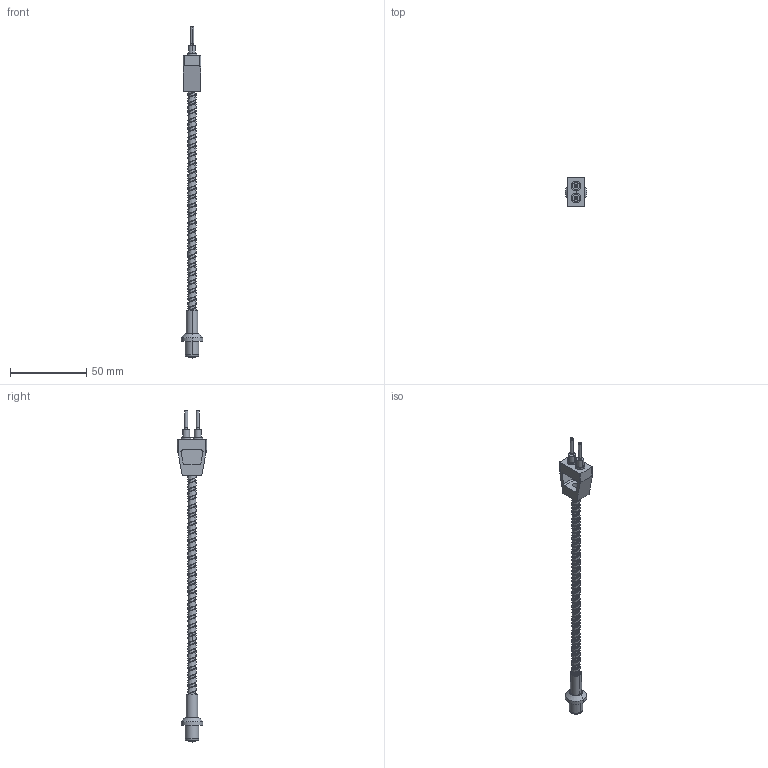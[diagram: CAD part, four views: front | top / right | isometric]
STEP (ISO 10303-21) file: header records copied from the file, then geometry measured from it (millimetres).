
FILE_DESCRIPTION((''),'2;1');
FILE_NAME('194000_ASM','2016-03-23T',('PDMAdmin'),(''),'PRO/ENGINEER BY PARAMETRIC TECHNOLOGY CORPORATION, 2013230','PRO/ENGINEER BY PARAMETRIC TECHNOLOGY CORPORATION, 2013230','');
FILE_SCHEMA(('CONFIG_CONTROL_DESIGN'));
Products named in the file (12): 30477; 40197; 120564; 38734; 58133_AF0; 59518_AF0; 61180_ASM; 120563; FIBER_CORE_9X_-25_010_1X_-5_020; 39365; 17070_ASM; 194000_ASM
Assembly tree (12 placements, depth 4):
  194000_ASM
    17070_ASM
      30477
      40197
      120564
      38734
      61180_ASM
        58133_AF0
        59518_AF0
      120563
      FIBER_CORE_9X_-25_010_1X_-5_020
      39365  x2
Bounding box: 14 x 19.05 x 217.46 mm (x, y, z)
Volume: 6101.1 mm3; surface area: 13040.7 mm2
Topology: 30 solids, 31 shells, 853 faces, 2159 edges, 1391 vertices
Faces by surface type: plane 348, cylinder 323, bspline 134, cone 38, torus 6, sphere 4
Entity records: 60199 total; most frequent: CARTESIAN_POINT 40518, ORIENTED_EDGE 4174, DIRECTION 3820, EDGE_CURVE 2089, VERTEX_POINT 1351, AXIS2_PLACEMENT_3D 1294, VECTOR 1232, LINE 1232
